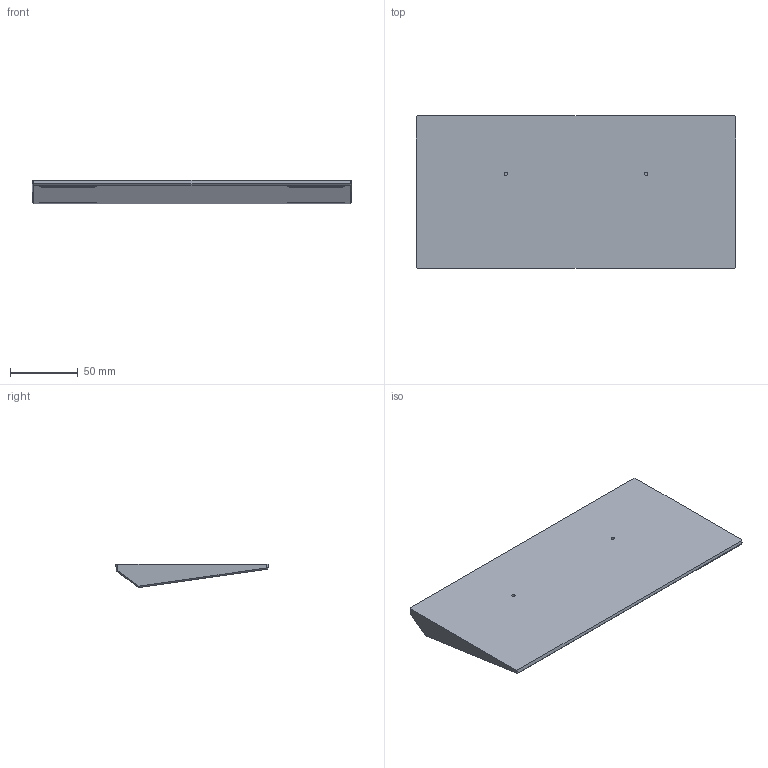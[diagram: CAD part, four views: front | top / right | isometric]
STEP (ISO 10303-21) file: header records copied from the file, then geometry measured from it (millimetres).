
FILE_DESCRIPTION(/* description */ ('','CAx-IF Rec.Pracs.---Representation and Presentation of Product Manufacturing Information (PMI)---4.0---2014-10-13'),/* implementation_level */ '2;1');
FILE_NAME(/* name */ 'case_weight.step',/* time_stamp */ '2025-02-05T17:55:12-05:00',/* author */ (''),/* organization */ (''),/* preprocessor_version */ 'ST-DEVELOPER v20',/* originating_system */ 'Autodesk Translation Framework v13.20.0.188',/* authorisation */ '');
FILE_SCHEMA (('AP242_MANAGED_MODEL_BASED_3D_ENGINEERING_MIM_LF { 1 0 10303 442 1 1 4 }'));
Length unit declared in the file: millimetre
Products named in the file (2): shrimple_case_UDB_rev; weight
Assembly tree (1 placements, depth 2):
  shrimple_case_UDB_rev
    weight
Bounding box: 235.65 x 112.9 x 17.19 mm (x, y, z)
Volume: 275167.6 mm3; surface area: 58518.3 mm2
Topology: 1 solids, 1 shells, 42 faces, 92 edges, 58 vertices
Faces by surface type: plane 32, cylinder 10
Full cylindrical faces by diameter (mm): 2.529 x2
Entity records: 1196 total; most frequent: DIRECTION 202, CARTESIAN_POINT 195, ORIENTED_EDGE 184, EDGE_CURVE 92, LINE 72, VECTOR 72, AXIS2_PLACEMENT_3D 65, VERTEX_POINT 58
